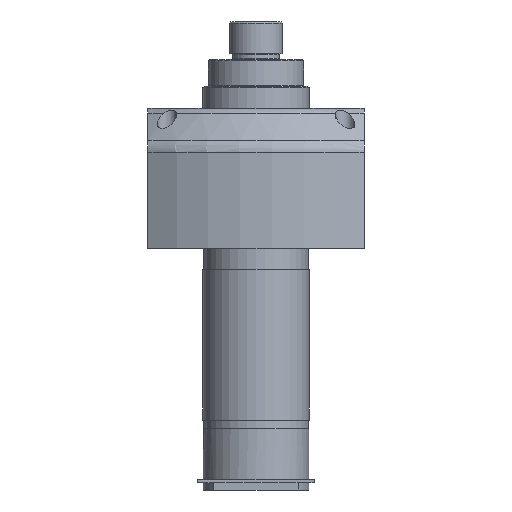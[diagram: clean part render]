
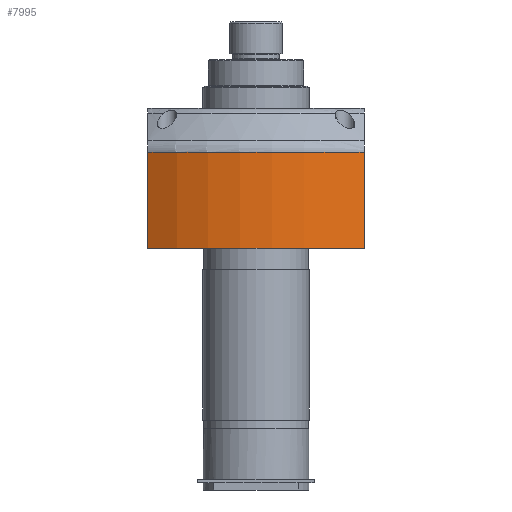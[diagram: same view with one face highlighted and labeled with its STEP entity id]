
A CAD part, left-side view. The second image highlights one B-rep face of the part: STEP entity #7995.
In plain terms, the highlighted cylindrical face has radius 19 mm (diameter 38 mm), a partial arc.
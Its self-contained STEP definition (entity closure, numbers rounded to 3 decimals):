
#532=LINE('',#13420,#899);
#533=LINE('',#13423,#900);
#899=VECTOR('',#10899,9.079);
#900=VECTOR('',#10902,9.079);
#1545=FACE_OUTER_BOUND('',#2062,.T.);
#2062=EDGE_LOOP('',(#6217,#6218,#6219,#6220));
#2743=CIRCLE('',#8841,19.);
#2744=CIRCLE('',#8842,19.);
#3479=VERTEX_POINT('',#13416);
#3480=VERTEX_POINT('',#13417);
#3481=VERTEX_POINT('',#13419);
#3482=VERTEX_POINT('',#13421);
#4453=EDGE_CURVE('',#3479,#3480,#2743,.T.);
#4454=EDGE_CURVE('',#3481,#3479,#532,.T.);
#4455=EDGE_CURVE('',#3482,#3481,#2744,.T.);
#4456=EDGE_CURVE('',#3480,#3482,#533,.T.);
#6217=ORIENTED_EDGE('',*,*,#4453,.F.);
#6218=ORIENTED_EDGE('',*,*,#4454,.F.);
#6219=ORIENTED_EDGE('',*,*,#4455,.F.);
#6220=ORIENTED_EDGE('',*,*,#4456,.F.);
#7188=CYLINDRICAL_SURFACE('',#8840,19.);
#7995=ADVANCED_FACE('',(#1545),#7188,.T.);
#8840=AXIS2_PLACEMENT_3D('',#13415,#10895,#10896);
#8841=AXIS2_PLACEMENT_3D('',#13418,#10897,#10898);
#8842=AXIS2_PLACEMENT_3D('',#13422,#10900,#10901);
#10895=DIRECTION('center_axis',(0.,0.,
1.));
#10896=DIRECTION('ref_axis',(0.844,-0.537,0.));
#10897=DIRECTION('center_axis',(0.,0.,
1.));
#10898=DIRECTION('ref_axis',(-1.,0.,0.));
#10899=DIRECTION('',(0.,0.,1.));
#10900=DIRECTION('center_axis',(0.,0.,-1.));
#10901=DIRECTION('ref_axis',(0.844,0.537,0.));
#10902=DIRECTION('',(0.,0.,-1.));
#13415=CARTESIAN_POINT('Origin',(0.,0.,0.607));
#13416=CARTESIAN_POINT('',(-16.03,10.2,6.685));
#13417=CARTESIAN_POINT('',(-16.03,-10.2,6.685));
#13418=CARTESIAN_POINT('Origin',(0.,0.,
6.685));
#13419=CARTESIAN_POINT('',(-16.03,10.2,-2.393));
#13420=CARTESIAN_POINT('',(-16.03,10.2,0.607));
#13421=CARTESIAN_POINT('',(-16.03,-10.2,-2.393));
#13422=CARTESIAN_POINT('Origin',(0.,0.,
-2.393));
#13423=CARTESIAN_POINT('',(-16.03,-10.2,0.607));
